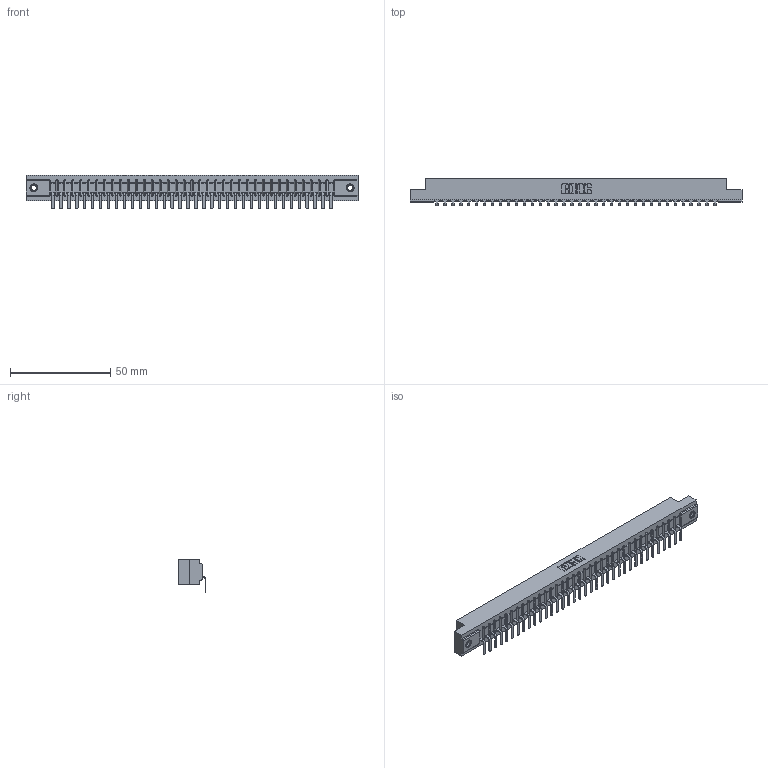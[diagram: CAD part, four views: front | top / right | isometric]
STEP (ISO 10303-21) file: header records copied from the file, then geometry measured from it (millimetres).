
FILE_DESCRIPTION (( 'STEP AP203' ), '1' );
FILE_NAME ('357-036-559-107.STEP', '2022-07-12T20:30:49', ( '' ), ( '' ), 'SwSTEP 2.0', 'SolidWorks 2020', '' );
FILE_SCHEMA (( 'CONFIG_CONTROL_DESIGN' ));
Length unit declared in the file: inch
Products named in the file (4): 357-036-559-107; 307-290-001_558 559 - 1 (Single); 345-250-001_345-250-005-103; 307 Part_.156 Dia Mounting Holes
Assembly tree (39 placements, depth 2):
  357-036-559-107
    307 Part_.156 Dia Mounting Holes
    307-290-001_558 559 - 1 (Single)  x36
    345-250-001_345-250-005-103  x2
Bounding box: 165.66 x 13.7 x 16.8 mm (x, y, z)
Volume: 17169.3 mm3; surface area: 18239.3 mm2
Topology: 39 solids, 39 shells, 2375 faces, 6723 edges, 4326 vertices
Faces by surface type: plane 1506, cylinder 779, sphere 74, cone 12, torus 4
Entity records: 32891 total; most frequent: CARTESIAN_POINT 5519, ORIENTED_EDGE 5498, DIRECTION 5381, EDGE_CURVE 2749, LINE 2105, VECTOR 2105, VERTEX_POINT 1776, AXIS2_PLACEMENT_3D 1638
